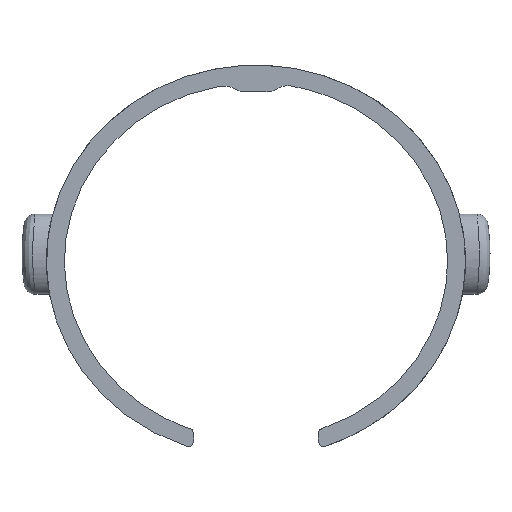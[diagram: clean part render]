
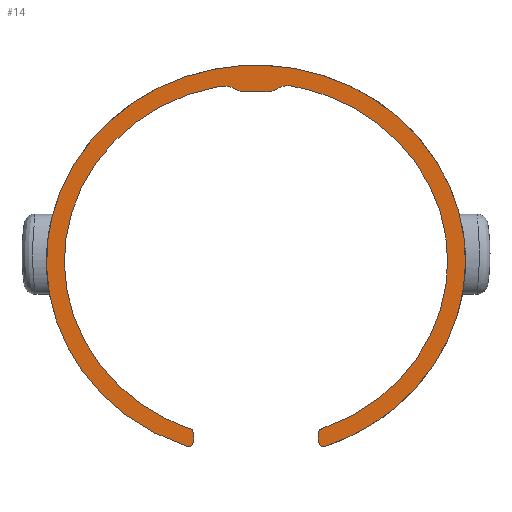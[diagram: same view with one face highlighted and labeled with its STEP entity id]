
A CAD part, front view. The second image highlights one B-rep face of the part: STEP entity #14.
In plain terms, the highlighted planar face has unit normal (0, -1, 0).
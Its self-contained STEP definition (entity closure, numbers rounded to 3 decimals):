
#14=ADVANCED_FACE('',(#32),#296,.T.);
#32=FACE_OUTER_BOUND('',#50,.T.);
#50=EDGE_LOOP('',(#68,#69,#70,#71,#72,#73,#74,#75,#76,#77));
#68=ORIENTED_EDGE('',*,*,#198,.F.);
#69=ORIENTED_EDGE('',*,*,#173,.F.);
#70=ORIENTED_EDGE('',*,*,#170,.F.);
#71=ORIENTED_EDGE('',*,*,#167,.F.);
#72=ORIENTED_EDGE('',*,*,#196,.F.);
#73=ORIENTED_EDGE('',*,*,#163,.F.);
#74=ORIENTED_EDGE('',*,*,#190,.F.);
#75=ORIENTED_EDGE('',*,*,#179,.F.);
#76=ORIENTED_EDGE('',*,*,#192,.F.);
#77=ORIENTED_EDGE('',*,*,#176,.F.);
#163=EDGE_CURVE('',#266,#274,#224,.T.);
#167=EDGE_CURVE('',#276,#254,#238,.T.);
#170=EDGE_CURVE('',#254,#255,#227,.T.);
#173=EDGE_CURVE('',#255,#278,#241,.T.);
#176=EDGE_CURVE('',#280,#268,#231,.T.);
#179=EDGE_CURVE('',#271,#270,#243,.T.);
#190=EDGE_CURVE('',#270,#266,#202,.T.);
#192=EDGE_CURVE('',#268,#271,#204,.T.);
#196=EDGE_CURVE('',#274,#276,#206,.T.);
#198=EDGE_CURVE('',#278,#280,#208,.T.);
#202=TRIMMED_CURVE($,#212,(#1282),(#1283),.T.,.CARTESIAN.);
#204=TRIMMED_CURVE($,#214,(#1288),(#1289),.T.,.CARTESIAN.);
#206=TRIMMED_CURVE($,#216,(#1298),(#1299),.T.,.CARTESIAN.);
#208=TRIMMED_CURVE($,#218,(#1304),(#1305),.T.,.CARTESIAN.);
#212=CIRCLE('',#400,0.6);
#214=CIRCLE('',#402,0.6);
#216=CIRCLE('',#404,0.6);
#218=CIRCLE('',#406,0.6);
#224=B_SPLINE_CURVE_WITH_KNOTS('',1,(#1026,#1027),.UNSPECIFIED.,.F.,.F.,
(2,2),(11.496,12.327),.UNSPECIFIED.);
#227=B_SPLINE_CURVE_WITH_KNOTS('',3,(#1046,#1047,#1048,#1049,#1050,#1051,
#1052,#1053,#1054,#1055,#1056,#1057,#1058,#1059,#1060,#1061,#1062,#1063,
#1064,#1065),.UNSPECIFIED.,.F.,.F.,(4,1,1,1,1,1,1,1,1,1,1,1,1,1,1,1,1,4),
(15.36,15.838,16.317,16.796,17.275,
17.754,18.233,18.712,19.191,19.67,
20.149,20.627,21.106,21.585,22.064,
22.543,23.022,23.501),.UNSPECIFIED.);
#231=B_SPLINE_CURVE_WITH_KNOTS('',1,(#1100,#1101),.UNSPECIFIED.,.F.,.F.,
(2,2),(26.527,27.367),.UNSPECIFIED.);
#238=(
BOUNDED_CURVE()
B_SPLINE_CURVE(2,(#1034,#1035,#1036,#1037,#1038),.UNSPECIFIED.,.F.,.F.)
B_SPLINE_CURVE_WITH_KNOTS((3,2,3),(12.781,13.984,15.36),
 .UNSPECIFIED.)
CURVE()
GEOMETRIC_REPRESENTATION_ITEM()
RATIONAL_B_SPLINE_CURVE((1.,0.82,1.,0.768,1.))
REPRESENTATION_ITEM('')
);
#241=(
BOUNDED_CURVE()
B_SPLINE_CURVE(2,(#1088,#1089,#1090,#1091,#1092),.UNSPECIFIED.,.F.,.F.)
B_SPLINE_CURVE_WITH_KNOTS((3,2,3),(23.501,24.872,26.075),
 .UNSPECIFIED.)
CURVE()
GEOMETRIC_REPRESENTATION_ITEM()
RATIONAL_B_SPLINE_CURVE((1.,0.77,1.,0.82,1.))
REPRESENTATION_ITEM('')
);
#243=(
BOUNDED_CURVE()
B_SPLINE_CURVE(2,(#1106,#1107,#1108,#1109,#1110,#1111,#1112,#1113,#1114),
 .UNSPECIFIED.,.F.,.F.)
B_SPLINE_CURVE_WITH_KNOTS((3,2,2,2,3),(28.219,29.432,
31.002,32.573,33.795),.UNSPECIFIED.)
CURVE()
GEOMETRIC_REPRESENTATION_ITEM()
RATIONAL_B_SPLINE_CURVE((1.,0.817,1.,0.707,1.,0.707,
1.,0.815,1.))
REPRESENTATION_ITEM('')
);
#254=VERTEX_POINT('',#850);
#255=VERTEX_POINT('',#851);
#266=VERTEX_POINT('',#862);
#268=VERTEX_POINT('',#864);
#270=VERTEX_POINT('',#866);
#271=VERTEX_POINT('',#867);
#274=VERTEX_POINT('',#870);
#276=VERTEX_POINT('',#872);
#278=VERTEX_POINT('',#874);
#280=VERTEX_POINT('',#876);
#296=PLANE('',#388);
#388=AXIS2_PLACEMENT_3D('',#444,#411,$);
#400=AXIS2_PLACEMENT_3D($,#1281,#425,#426);
#402=AXIS2_PLACEMENT_3D($,#1287,#429,#430);
#404=AXIS2_PLACEMENT_3D($,#1297,#433,#434);
#406=AXIS2_PLACEMENT_3D($,#1303,#437,#438);
#411=DIRECTION('',(0.,-1.,0.));
#425=DIRECTION('',(0.,1.,0.));
#426=DIRECTION('',(0.312,0.,-0.95));
#429=DIRECTION('',(0.,1.,0.));
#430=DIRECTION('',(1.,0.,0.003));
#433=DIRECTION('',(0.,1.,0.));
#434=DIRECTION('',(-1.,0.,0.));
#437=DIRECTION('',(0.,1.,0.));
#438=DIRECTION('',(0.323,0.,0.946));
#444=CARTESIAN_POINT('',(-24.063,22.4,23.116));
#850=CARTESIAN_POINT('',(3.888,22.4,20.267));
#851=CARTESIAN_POINT('',(-3.975,22.4,20.251));
#862=CARTESIAN_POINT('',(6.993,22.4,-19.586));
#864=CARTESIAN_POINT('',(-7.001,22.4,-19.59));
#866=CARTESIAN_POINT('',(7.781,22.4,-20.156));
#867=CARTESIAN_POINT('',(-7.788,22.4,-20.162));
#870=CARTESIAN_POINT('',(6.994,22.4,-18.755));
#872=CARTESIAN_POINT('',(7.4,22.4,-18.187));
#874=CARTESIAN_POINT('',(-7.409,22.4,-18.184));
#876=CARTESIAN_POINT('',(-7.003,22.4,-18.75));
#1026=CARTESIAN_POINT('',(6.993,22.4,-19.586));
#1027=CARTESIAN_POINT('',(6.994,22.4,-18.755));
#1034=CARTESIAN_POINT('',(7.4,22.4,-18.187));
#1035=CARTESIAN_POINT('',(21.496,22.4,-13.378));
#1036=CARTESIAN_POINT('',(21.496,22.4,0.594));
#1037=CARTESIAN_POINT('',(21.496,22.4,17.254));
#1038=CARTESIAN_POINT('',(3.888,22.4,20.267));
#1046=CARTESIAN_POINT('',(3.888,22.4,20.267));
#1047=CARTESIAN_POINT('',(3.638,22.4,20.291));
#1048=CARTESIAN_POINT('',(3.199,22.4,20.268));
#1049=CARTESIAN_POINT('',(2.985,22.4,20.22));
#1050=CARTESIAN_POINT('',(2.776,22.4,20.15));
#1051=CARTESIAN_POINT('',(2.577,22.4,20.057));
#1052=CARTESIAN_POINT('',(2.483,22.4,20.));
#1053=CARTESIAN_POINT('',(2.218,22.4,19.837));
#1054=CARTESIAN_POINT('',(2.038,22.4,19.749));
#1055=CARTESIAN_POINT('',(1.849,22.4,19.68));
#1056=CARTESIAN_POINT('',(1.655,22.4,19.63));
#1057=CARTESIAN_POINT('',(1.256,22.4,19.59));
#1058=CARTESIAN_POINT('',(-0.001,22.4,19.59));
#1059=CARTESIAN_POINT('',(-1.258,22.4,19.59));
#1060=CARTESIAN_POINT('',(-1.657,22.4,19.63));
#1061=CARTESIAN_POINT('',(-2.04,22.4,19.749));
#1062=CARTESIAN_POINT('',(-2.391,22.4,19.942));
#1063=CARTESIAN_POINT('',(-2.882,22.4,20.185));
#1064=CARTESIAN_POINT('',(-3.201,22.4,20.268));
#1065=CARTESIAN_POINT('',(-3.975,22.4,20.251));
#1088=CARTESIAN_POINT('',(-3.975,22.4,20.251));
#1089=CARTESIAN_POINT('',(-21.496,22.4,17.184));
#1090=CARTESIAN_POINT('',(-21.496,22.4,0.593));
#1091=CARTESIAN_POINT('',(-21.496,22.4,-13.371));
#1092=CARTESIAN_POINT('',(-7.409,22.4,-18.184));
#1100=CARTESIAN_POINT('',(-7.003,22.4,-18.75));
#1101=CARTESIAN_POINT('',(-7.001,22.4,-19.59));
#1106=CARTESIAN_POINT('',(-7.788,22.4,-20.162));
#1107=CARTESIAN_POINT('',(-23.434,22.4,-15.026));
#1108=CARTESIAN_POINT('',(-23.499,22.4,0.495));
#1109=CARTESIAN_POINT('',(-23.591,22.4,22.489));
#1110=CARTESIAN_POINT('',(-0.092,22.4,22.587));
#1111=CARTESIAN_POINT('',(23.408,22.4,22.685));
#1112=CARTESIAN_POINT('',(23.5,22.4,0.692));
#1113=CARTESIAN_POINT('',(23.565,22.4,-14.964));
#1114=CARTESIAN_POINT('',(7.781,22.4,-20.156));
#1281=CARTESIAN_POINT('',(7.593,22.4,-19.586));
#1282=CARTESIAN_POINT('',(7.781,22.4,-20.156));
#1283=CARTESIAN_POINT('',(6.993,22.4,-19.586));
#1287=CARTESIAN_POINT('',(-7.601,22.4,-19.591));
#1288=CARTESIAN_POINT('',(-7.001,22.4,-19.59));
#1289=CARTESIAN_POINT('',(-7.788,22.4,-20.162));
#1297=CARTESIAN_POINT('',(7.594,22.4,-18.755));
#1298=CARTESIAN_POINT('',(6.994,22.4,-18.755));
#1299=CARTESIAN_POINT('',(7.4,22.4,-18.187));
#1303=CARTESIAN_POINT('',(-7.603,22.4,-18.752));
#1304=CARTESIAN_POINT('',(-7.409,22.4,-18.184));
#1305=CARTESIAN_POINT('',(-7.003,22.4,-18.75));
